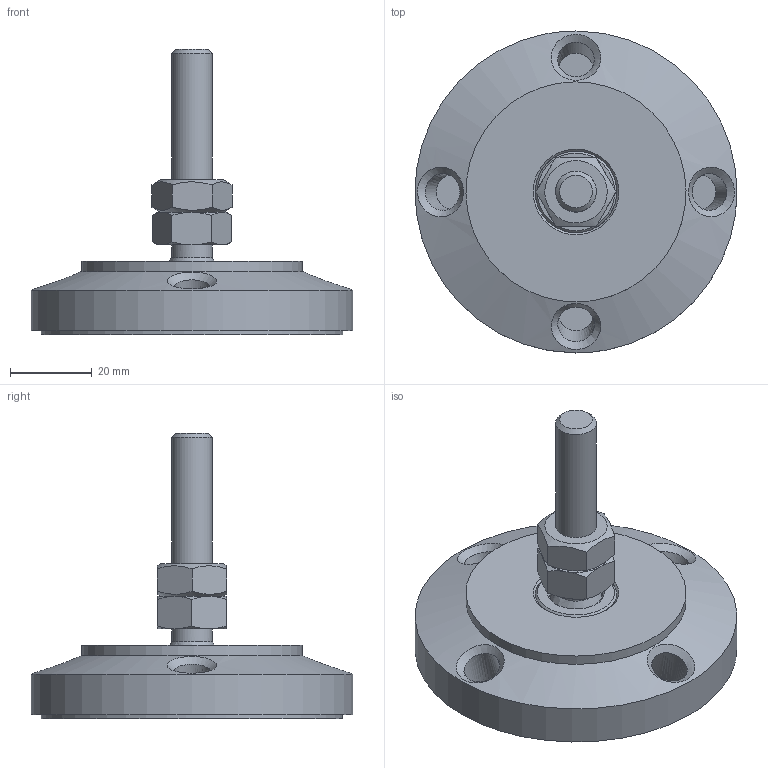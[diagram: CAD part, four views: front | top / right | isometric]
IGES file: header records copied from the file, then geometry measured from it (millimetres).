
Global section: file name: SF0433V; native system: Autodesk Inventor 2015; preprocessor: unknown; date: 20160104.095307; units: millimetre
Bounding box: 79 x 79 x 70.03 mm (x, y, z)
Volume: 78450.8 mm3; surface area: 29598.1 mm2
Topology: 5 solids, 5 shells, 75 faces, 194 edges, 134 vertices
Faces by surface type: bspline 75
